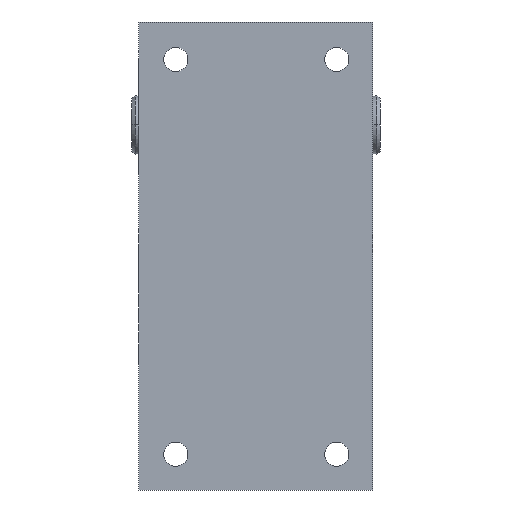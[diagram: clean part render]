
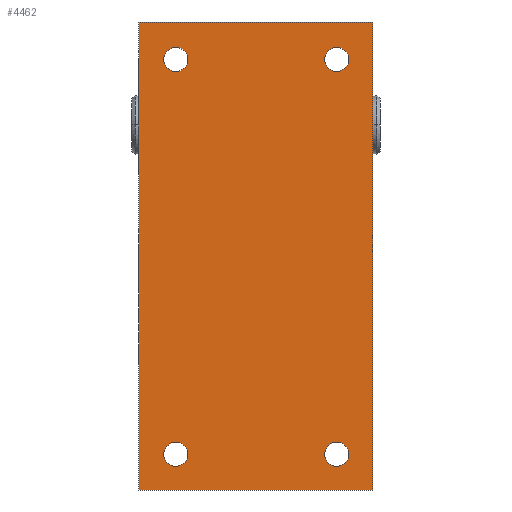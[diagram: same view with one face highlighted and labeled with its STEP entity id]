
A CAD part, front view. The second image highlights one B-rep face of the part: STEP entity #4462.
In plain terms, the highlighted planar face has unit normal (0, -1, 0).
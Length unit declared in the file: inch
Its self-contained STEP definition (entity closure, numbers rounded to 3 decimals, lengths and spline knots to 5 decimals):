
#18=DIRECTION('',(-1.,0.,0.));
#19=VECTOR('',#18,2.);
#20=CARTESIAN_POINT('',(0.,-1.73,2.25));
#21=LINE('',#20,#19);
#246=DIRECTION('',(0.,0.,1.));
#247=VECTOR('',#246,4.);
#248=CARTESIAN_POINT('',(0.,-1.73,-1.75));
#249=LINE('',#248,#247);
#596=DIRECTION('',(0.,0.,1.));
#597=VECTOR('',#596,4.);
#598=CARTESIAN_POINT('',(-2.,-1.73,-1.75));
#599=LINE('',#598,#597);
#836=DIRECTION('',(-1.,0.,0.));
#837=VECTOR('',#836,2.);
#838=CARTESIAN_POINT('',(0.,-1.73,-1.75));
#839=LINE('',#838,#837);
#840=CARTESIAN_POINT('',(-0.31,-1.73,1.93));
#841=DIRECTION('',(0.,-1.,0.));
#842=DIRECTION('',(1.,0.,0.));
#843=AXIS2_PLACEMENT_3D('',#840,#841,#842);
#845=CARTESIAN_POINT('',(-0.31,-1.73,1.93));
#846=DIRECTION('',(0.,-1.,0.));
#847=DIRECTION('',(-1.,0.,0.));
#848=AXIS2_PLACEMENT_3D('',#845,#846,#847);
#850=CARTESIAN_POINT('',(-1.685,-1.73,1.93));
#851=DIRECTION('',(0.,-1.,0.));
#852=DIRECTION('',(1.,0.,0.));
#853=AXIS2_PLACEMENT_3D('',#850,#851,#852);
#855=CARTESIAN_POINT('',(-1.685,-1.73,1.93));
#856=DIRECTION('',(0.,-1.,0.));
#857=DIRECTION('',(-1.,0.,0.));
#858=AXIS2_PLACEMENT_3D('',#855,#856,#857);
#860=CARTESIAN_POINT('',(-0.31,-1.73,-1.445));
#861=DIRECTION('',(0.,-1.,0.));
#862=DIRECTION('',(1.,0.,0.));
#863=AXIS2_PLACEMENT_3D('',#860,#861,#862);
#865=CARTESIAN_POINT('',(-0.31,-1.73,-1.445));
#866=DIRECTION('',(0.,-1.,0.));
#867=DIRECTION('',(-1.,0.,0.));
#868=AXIS2_PLACEMENT_3D('',#865,#866,#867);
#870=CARTESIAN_POINT('',(-1.685,-1.73,-1.445));
#871=DIRECTION('',(0.,-1.,0.));
#872=DIRECTION('',(1.,0.,0.));
#873=AXIS2_PLACEMENT_3D('',#870,#871,#872);
#875=CARTESIAN_POINT('',(-1.685,-1.73,-1.445));
#876=DIRECTION('',(0.,-1.,0.));
#877=DIRECTION('',(-1.,0.,0.));
#878=AXIS2_PLACEMENT_3D('',#875,#876,#877);
#2955=CARTESIAN_POINT('',(0.,-1.73,-1.75));
#2957=VERTEX_POINT('',#2955);
#2958=CARTESIAN_POINT('',(0.,-1.73,2.25));
#2959=VERTEX_POINT('',#2958);
#2963=CARTESIAN_POINT('',(-2.,-1.73,-1.75));
#2965=VERTEX_POINT('',#2963);
#2966=CARTESIAN_POINT('',(-2.,-1.73,2.25));
#2967=VERTEX_POINT('',#2966);
#3050=CARTESIAN_POINT('',(-0.207,-1.73,1.93));
#3051=CARTESIAN_POINT('',(-0.413,-1.73,1.93));
#3052=VERTEX_POINT('',#3050);
#3053=VERTEX_POINT('',#3051);
#3066=CARTESIAN_POINT('',(-1.582,-1.73,1.93));
#3067=CARTESIAN_POINT('',(-1.788,-1.73,1.93));
#3068=VERTEX_POINT('',#3066);
#3069=VERTEX_POINT('',#3067);
#3070=CARTESIAN_POINT('',(-0.207,-1.73,-1.445));
#3071=CARTESIAN_POINT('',(-0.413,-1.73,-1.445));
#3072=VERTEX_POINT('',#3070);
#3073=VERTEX_POINT('',#3071);
#3074=CARTESIAN_POINT('',(-1.582,-1.73,-1.445));
#3075=CARTESIAN_POINT('',(-1.788,-1.73,-1.445));
#3076=VERTEX_POINT('',#3074);
#3077=VERTEX_POINT('',#3075);
#4427=CARTESIAN_POINT('',(0.,-1.73,-1.75));
#4428=DIRECTION('',(0.,-1.,0.));
#4429=DIRECTION('',(0.,0.,1.));
#4430=AXIS2_PLACEMENT_3D('',#4427,#4428,#4429);
#4431=PLANE('',#4430);
#4432=ORIENTED_EDGE('',*,*,#4040,.F.);
#4433=ORIENTED_EDGE('',*,*,#4176,.T.);
#4434=ORIENTED_EDGE('',*,*,#4280,.T.);
#4435=ORIENTED_EDGE('',*,*,#3885,.F.);
#4436=EDGE_LOOP('',(#4432,#4433,#4434,#4435));
#4437=FACE_OUTER_BOUND('',#4436,.F.);
#4439=ORIENTED_EDGE('',*,*,#4438,.T.);
#4441=ORIENTED_EDGE('',*,*,#4440,.T.);
#4442=EDGE_LOOP('',(#4439,#4441));
#4443=FACE_BOUND('',#4442,.F.);
#4445=ORIENTED_EDGE('',*,*,#4444,.T.);
#4447=ORIENTED_EDGE('',*,*,#4446,.T.);
#4448=EDGE_LOOP('',(#4445,#4447));
#4449=FACE_BOUND('',#4448,.F.);
#4451=ORIENTED_EDGE('',*,*,#4450,.T.);
#4453=ORIENTED_EDGE('',*,*,#4452,.T.);
#4454=EDGE_LOOP('',(#4451,#4453));
#4455=FACE_BOUND('',#4454,.F.);
#4457=ORIENTED_EDGE('',*,*,#4456,.T.);
#4459=ORIENTED_EDGE('',*,*,#4458,.T.);
#4460=EDGE_LOOP('',(#4457,#4459));
#4461=FACE_BOUND('',#4460,.F.);
#844=CIRCLE('',#843,0.103);
#849=CIRCLE('',#848,0.103);
#854=CIRCLE('',#853,0.103);
#859=CIRCLE('',#858,0.103);
#864=CIRCLE('',#863,0.103);
#869=CIRCLE('',#868,0.103);
#874=CIRCLE('',#873,0.103);
#879=CIRCLE('',#878,0.103);
#3885=EDGE_CURVE('',#2959,#2967,#21,.T.);
#4040=EDGE_CURVE('',#2957,#2959,#249,.T.);
#4176=EDGE_CURVE('',#2957,#2965,#839,.T.);
#4280=EDGE_CURVE('',#2965,#2967,#599,.T.);
#4438=EDGE_CURVE('',#3052,#3053,#844,.T.);
#4440=EDGE_CURVE('',#3053,#3052,#849,.T.);
#4444=EDGE_CURVE('',#3068,#3069,#854,.T.);
#4446=EDGE_CURVE('',#3069,#3068,#859,.T.);
#4450=EDGE_CURVE('',#3072,#3073,#864,.T.);
#4452=EDGE_CURVE('',#3073,#3072,#869,.T.);
#4456=EDGE_CURVE('',#3076,#3077,#874,.T.);
#4458=EDGE_CURVE('',#3077,#3076,#879,.T.);
#4462=ADVANCED_FACE('',(#4437,#4443,#4449,#4455,#4461),#4431,.T.);
